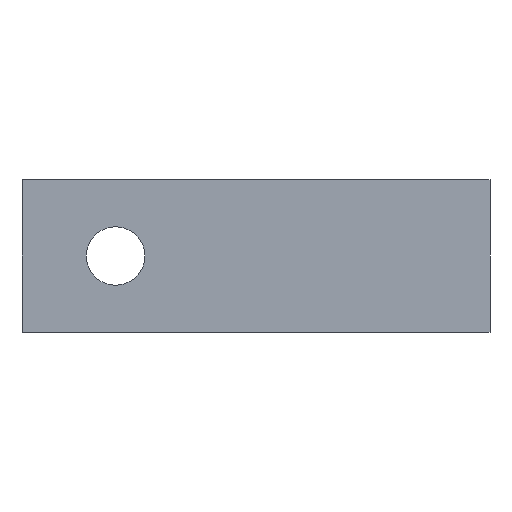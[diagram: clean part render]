
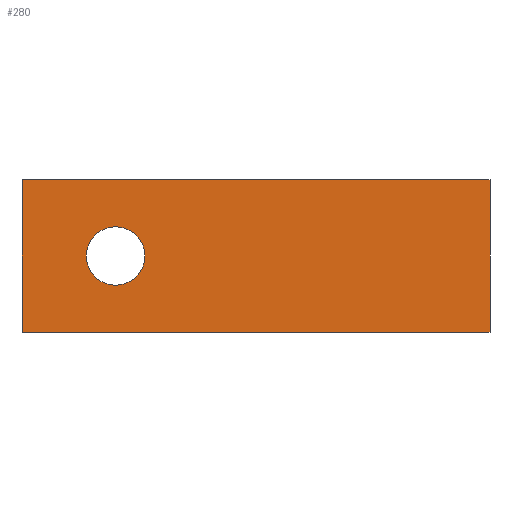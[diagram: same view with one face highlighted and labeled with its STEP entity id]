
A CAD part, left-side view. The second image highlights one B-rep face of the part: STEP entity #280.
In plain terms, the highlighted planar face has unit normal (-1, 0, 0).
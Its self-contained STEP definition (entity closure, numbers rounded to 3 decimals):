
#75 = DIRECTION ( 'NONE',  ( 0., 0., -1. ) ) ;
#76 = CARTESIAN_POINT ( 'NONE',  ( 0., 40., 6.5 ) ) ;
#77 = DIRECTION ( 'NONE',  ( 0., -1., 0. ) ) ;
#79 = CARTESIAN_POINT ( 'NONE',  ( 0., 40., 6.5 ) ) ;
#80 = DIRECTION ( 'NONE',  ( 0., 0., -1. ) ) ;
#82 = DIRECTION ( 'NONE',  ( 0., 0., 1. ) ) ;
#83 = DIRECTION ( 'NONE',  ( -1., 0., 0. ) ) ;
#84 = CARTESIAN_POINT ( 'NONE',  ( 0., 32., 0. ) ) ;
#85 = CARTESIAN_POINT ( 'NONE',  ( 0., 0., 6.5 ) ) ;
#96 = CARTESIAN_POINT ( 'NONE',  ( 0., 40., -6.5 ) ) ;
#102 = DIRECTION ( 'NONE',  ( 0., -1., 0. ) ) ;
#128 = DIRECTION ( 'NONE',  ( 0., 1., 0. ) ) ;
#132 = DIRECTION ( 'NONE',  ( 1., 0., 0. ) ) ;
#151 = CARTESIAN_POINT ( 'NONE',  ( 0., 40., 6.5 ) ) ;
#155 = DIRECTION ( 'NONE',  ( 0., 0., 1. ) ) ;
#156 = PLANE ( 'NONE',  #688 ) ;
#157 = DIRECTION ( 'NONE',  ( -1., 0., 0. ) ) ;
#159 = CARTESIAN_POINT ( 'NONE',  ( 0., 32., 0. ) ) ;
#200 = CARTESIAN_POINT ( 'NONE',  ( 0., 40., -6.5 ) ) ;
#203 = CARTESIAN_POINT ( 'NONE',  ( 0., 32., 2.5 ) ) ;
#217 = CARTESIAN_POINT ( 'NONE',  ( 0., 0., -6.5 ) ) ;
#218 = CARTESIAN_POINT ( 'NONE',  ( 0., 40., 6.5 ) ) ;
#241 = CARTESIAN_POINT ( 'NONE',  ( 0., 32., -2.5 ) ) ;
#247 = CARTESIAN_POINT ( 'NONE',  ( 0., 0., 6.5 ) ) ;
#280 = ADVANCED_FACE ( 'NONE', ( #347, #344 ), #156, .F. ) ;
#344 = FACE_OUTER_BOUND ( 'NONE', #519, .T. ) ;
#347 = FACE_BOUND ( 'NONE', #491, .T. ) ;
#355 = VERTEX_POINT ( 'NONE', #241 ) ;
#358 = VERTEX_POINT ( 'NONE', #247 ) ;
#376 = VERTEX_POINT ( 'NONE', #218 ) ;
#377 = VERTEX_POINT ( 'NONE', #217 ) ;
#388 = VERTEX_POINT ( 'NONE', #203 ) ;
#390 = VERTEX_POINT ( 'NONE', #200 ) ;
#396 = ORIENTED_EDGE ( 'NONE', *, *, #733, .T. ) ;
#424 = ORIENTED_EDGE ( 'NONE', *, *, #721, .T. ) ;
#456 = ORIENTED_EDGE ( 'NONE', *, *, #720, .F. ) ;
#461 = ORIENTED_EDGE ( 'NONE', *, *, #722, .F. ) ;
#472 = ORIENTED_EDGE ( 'NONE', *, *, #732, .F. ) ;
#485 = ORIENTED_EDGE ( 'NONE', *, *, #699, .F. ) ;
#491 = EDGE_LOOP ( 'NONE', ( #456, #485 ) ) ;
#519 = EDGE_LOOP ( 'NONE', ( #424, #461, #472, #396 ) ) ;
#572 = CIRCLE ( 'NONE', #670, 2.5 ) ;
#587 = VECTOR ( 'NONE', #75, 1000. ) ;
#589 = VECTOR ( 'NONE', #77, 1000. ) ;
#590 = LINE ( 'NONE', #76, #587 ) ;
#591 = VECTOR ( 'NONE', #80, 1000. ) ;
#592 = LINE ( 'NONE', #79, #589 ) ;
#593 = VECTOR ( 'NONE', #102, 1000. ) ;
#595 = LINE ( 'NONE', #96, #593 ) ;
#597 = CIRCLE ( 'NONE', #665, 2.5 ) ;
#601 = LINE ( 'NONE', #85, #591 ) ;
#665 = AXIS2_PLACEMENT_3D ( 'NONE', #84, #83, #82 ) ;
#670 = AXIS2_PLACEMENT_3D ( 'NONE', #159, #157, #155 ) ;
#688 = AXIS2_PLACEMENT_3D ( 'NONE', #151, #132, #128 ) ;
#699 = EDGE_CURVE ( 'NONE', #355, #388, #572, .T. ) ;
#720 = EDGE_CURVE ( 'NONE', #388, #355, #597, .T. ) ;
#721 = EDGE_CURVE ( 'NONE', #390, #377, #595, .T. ) ;
#722 = EDGE_CURVE ( 'NONE', #358, #377, #601, .T. ) ;
#732 = EDGE_CURVE ( 'NONE', #376, #358, #592, .T. ) ;
#733 = EDGE_CURVE ( 'NONE', #376, #390, #590, .T. ) ;
